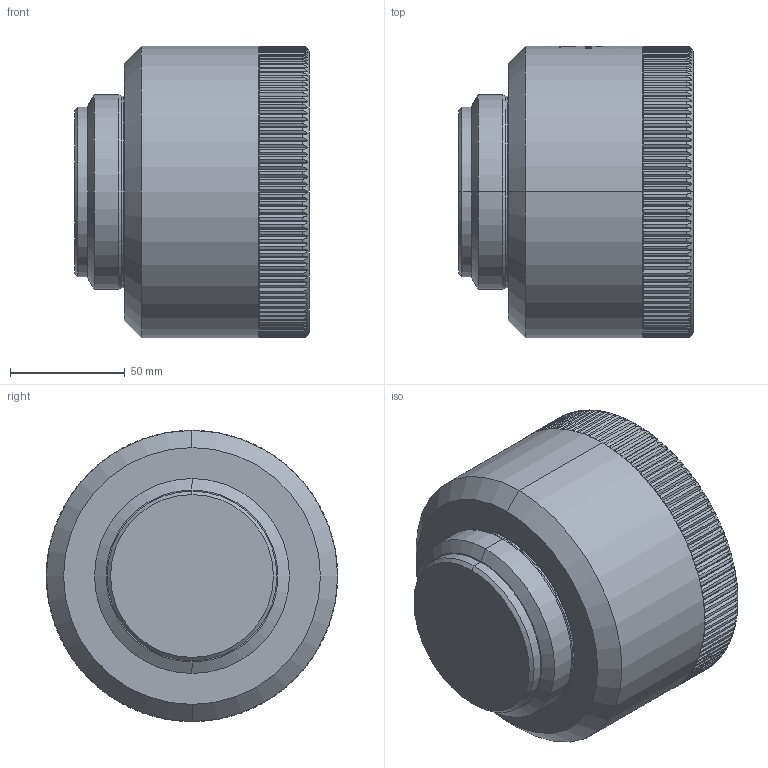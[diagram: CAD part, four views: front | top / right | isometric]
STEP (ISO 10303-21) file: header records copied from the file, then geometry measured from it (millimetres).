
FILE_DESCRIPTION (( 'STEP AP203' ), '1' );
FILE_NAME ('S4LFT3170_373_01.STEP', '2019-08-27T06:10:57', ( '' ), ( '' ), 'SwSTEP 2.0', 'SolidWorks 2017', '' );
FILE_SCHEMA (( 'CONFIG_CONTROL_DESIGN' ));
Length unit declared in the file: millimetre
Products named in the file (1): S4LFT3170_373_01
Bounding box: 102.46 x 127 x 127 mm (x, y, z)
Volume: 1121722.2 mm3; surface area: 64479.9 mm2
Topology: 1 solids, 1 shells, 782 faces, 2189 edges, 1454 vertices
Faces by surface type: plane 412, bspline 185, cylinder 169, cone 8, torus 8
Entity records: 54329 total; most frequent: CARTESIAN_POINT 35590, ORIENTED_EDGE 4378, DIRECTION 3141, EDGE_CURVE 2189, VERTEX_POINT 1454, VECTOR 1077, LINE 1077, AXIS2_PLACEMENT_3D 1032
